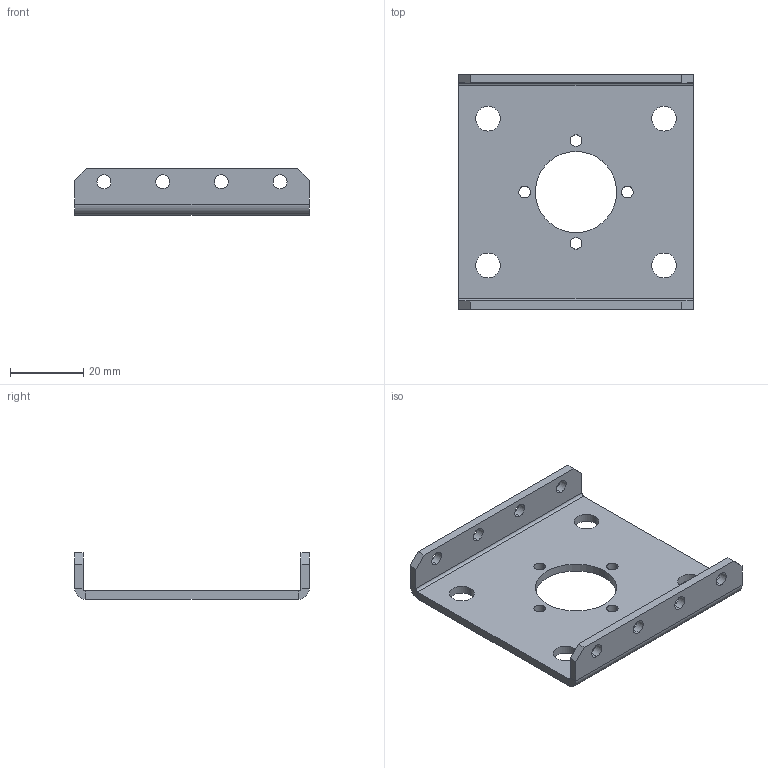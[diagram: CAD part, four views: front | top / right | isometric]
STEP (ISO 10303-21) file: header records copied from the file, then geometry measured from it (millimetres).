
FILE_DESCRIPTION (( 'STEP AP214' ), '1' );
FILE_NAME ('am-3474 PicoBox Orbital LEO Plate.STEP', '2016-12-07T21:16:09', ( '' ), ( '' ), 'SwSTEP 2.0', 'SolidWorks 2014', '' );
FILE_SCHEMA (( 'AUTOMOTIVE_DESIGN' ));
Length unit declared in the file: inch
Products named in the file (1): am-3474 PicoBox Orbital LEO Plate
Bounding box: 64 x 64 x 12.7 mm (x, y, z)
Volume: 10642.9 mm3; surface area: 10630.3 mm2
Topology: 1 solids, 1 shells, 60 faces, 158 edges, 100 vertices
Faces by surface type: cylinder 38, plane 22
Entity records: 1978 total; most frequent: DIRECTION 356, CARTESIAN_POINT 319, ORIENTED_EDGE 316, EDGE_CURVE 158, AXIS2_PLACEMENT_3D 137, VERTEX_POINT 100, EDGE_LOOP 94, LINE 82
